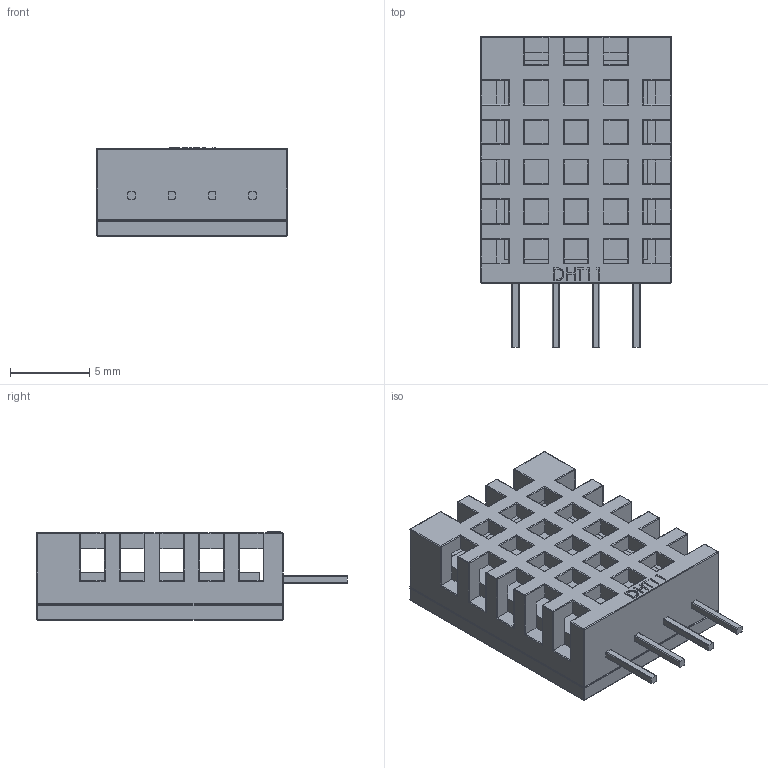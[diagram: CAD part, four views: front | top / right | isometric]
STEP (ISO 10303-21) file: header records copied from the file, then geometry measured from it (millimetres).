
FILE_DESCRIPTION (( 'STEP AP214' ), '1' );
FILE_NAME ('DHT11_V_PCB.STEP', '2022-07-29T18:43:38', ( '' ), ( '' ), 'SwSTEP 2.0', 'SolidWorks 2019', '' );
FILE_SCHEMA (( 'AUTOMOTIVE_DESIGN' ));
Length unit declared in the file: millimetre
Products named in the file (1): DHT11_V_PCB
Bounding box: 12 x 19.54 x 5.55 mm (x, y, z)
Volume: 669.8 mm3; surface area: 1327.5 mm2
Topology: 2 solids, 2 shells, 438 faces, 1148 edges, 658 vertices
Faces by surface type: plane 198, cylinder 191, sphere 42, bspline 7
Entity records: 14258 total; most frequent: CARTESIAN_POINT 2986, ORIENTED_EDGE 2212, DIRECTION 2002, EDGE_CURVE 1106, LINE 822, VECTOR 822, VERTEX_POINT 658, AXIS2_PLACEMENT_3D 590
